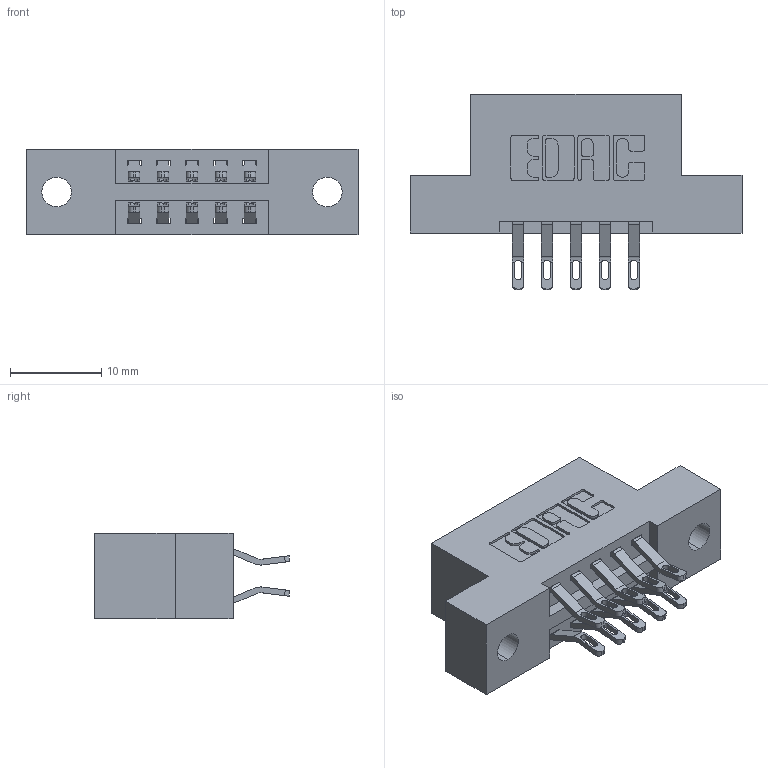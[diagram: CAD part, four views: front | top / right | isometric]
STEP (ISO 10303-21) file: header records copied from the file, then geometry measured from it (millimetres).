
FILE_DESCRIPTION (( 'STEP AP203' ), '1' );
FILE_NAME ('396-010-555-202.STEP', '2018-08-31T03:25:33', ( '' ), ( '' ), 'SwSTEP 2.0', 'SolidWorks 2016', '' );
FILE_SCHEMA (( 'CONFIG_CONTROL_DESIGN' ));
Length unit declared in the file: inch
Products named in the file (3): 396-010-555-202; 345-292-001_555 Tail; 346 Part_Flush Mounting Lugs - 0.128 Dia
Assembly tree (11 placements, depth 2):
  396-010-555-202
    346 Part_Flush Mounting Lugs - 0.128 Dia
    345-292-001_555 Tail  x10
Bounding box: 36.45 x 21.46 x 9.4 mm (x, y, z)
Volume: 3259.2 mm3; surface area: 3732.6 mm2
Topology: 11 solids, 11 shells, 702 faces, 2159 edges, 1438 vertices
Faces by surface type: plane 406, cylinder 296
Entity records: 8573 total; most frequent: CARTESIAN_POINT 1498, ORIENTED_EDGE 1402, DIRECTION 1341, EDGE_CURVE 701, LINE 529, VECTOR 529, VERTEX_POINT 466, AXIS2_PLACEMENT_3D 406
